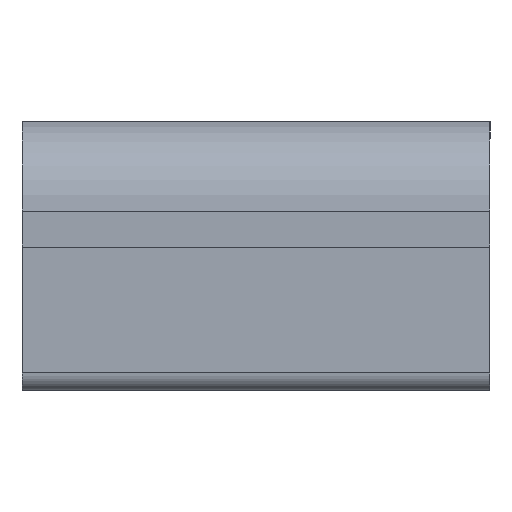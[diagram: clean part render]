
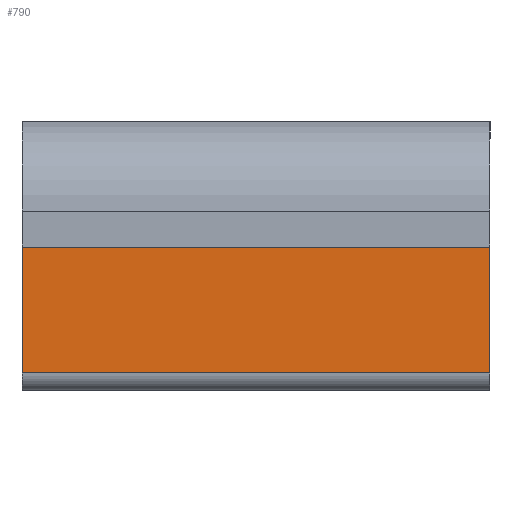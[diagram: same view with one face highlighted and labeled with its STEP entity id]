
A CAD part, left-side view. The second image highlights one B-rep face of the part: STEP entity #790.
In plain terms, the highlighted planar face has unit normal (-1, 0, 0).
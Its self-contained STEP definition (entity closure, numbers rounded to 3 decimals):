
#46=PLANE('',#870);
#100=FACE_OUTER_BOUND('',#154,.T.);
#154=EDGE_LOOP('',(#713,#714,#715,#716));
#170=LINE('',#1133,#248);
#180=LINE('',#1160,#258);
#184=LINE('',#1176,#262);
#233=LINE('',#1399,#311);
#248=VECTOR('',#913,10.);
#258=VECTOR('',#933,1.);
#262=VECTOR('',#949,10.);
#311=VECTOR('',#1076,10.);
#358=VERTEX_POINT('',#1130);
#359=VERTEX_POINT('',#1132);
#370=VERTEX_POINT('',#1156);
#377=VERTEX_POINT('',#1175);
#434=EDGE_CURVE('',#359,#358,#170,.T.);
#448=EDGE_CURVE('',#359,#370,#180,.T.);
#456=EDGE_CURVE('',#370,#377,#184,.T.);
#521=EDGE_CURVE('',#377,#358,#233,.T.);
#713=ORIENTED_EDGE('',*,*,#448,.F.);
#714=ORIENTED_EDGE('',*,*,#434,.T.);
#715=ORIENTED_EDGE('',*,*,#521,.F.);
#716=ORIENTED_EDGE('',*,*,#456,.F.);
#790=ADVANCED_FACE('',(#100),#46,.T.);
#870=AXIS2_PLACEMENT_3D('',#1398,#1074,#1075);
#913=DIRECTION('',(0.,1.,0.));
#933=DIRECTION('',(0.,0.,-1.));
#949=DIRECTION('',(0.,1.,0.));
#1074=DIRECTION('center_axis',(-1.,0.,0.));
#1075=DIRECTION('ref_axis',(0.,0.,1.));
#1076=DIRECTION('',(0.,0.,1.));
#1130=CARTESIAN_POINT('',(-12.823,19.609,23.));
#1132=CARTESIAN_POINT('',(-12.823,12.616,23.));
#1133=CARTESIAN_POINT('',(-12.823,11.609,23.));
#1156=CARTESIAN_POINT('',(-12.823,12.616,-3.));
#1160=CARTESIAN_POINT('',(-12.823,12.616,0.));
#1175=CARTESIAN_POINT('',(-12.823,19.609,-3.));
#1176=CARTESIAN_POINT('',(-12.823,11.609,-3.));
#1398=CARTESIAN_POINT('Origin',(-12.823,11.609,-3.));
#1399=CARTESIAN_POINT('',(-12.823,19.609,-3.));
